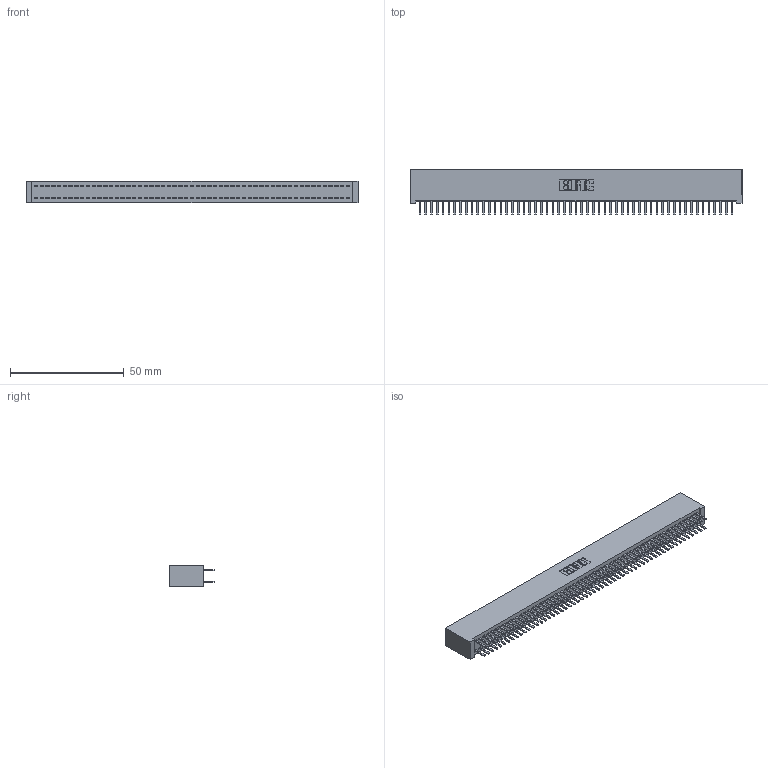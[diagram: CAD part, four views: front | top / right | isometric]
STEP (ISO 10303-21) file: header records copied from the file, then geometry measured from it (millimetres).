
FILE_DESCRIPTION (( 'STEP AP203' ), '1' );
FILE_NAME ('342-110-520-201.STEP', '2019-10-04T20:08:55', ( '' ), ( '' ), 'SwSTEP 2.0', 'SolidWorks 2016', '' );
FILE_SCHEMA (( 'CONFIG_CONTROL_DESIGN' ));
Length unit declared in the file: inch
Products named in the file (3): 342 Part_Lugless; 345-292-001_345-293-120; 342-110-520-201
Assembly tree (111 placements, depth 2):
  342-110-520-201
    342 Part_Lugless
    345-292-001_345-293-120  x110
Bounding box: 145.95 x 20.02 x 9.4 mm (x, y, z)
Volume: 13566.1 mm3; surface area: 22734.7 mm2
Topology: 111 solids, 111 shells, 6262 faces, 18205 edges, 11842 vertices
Faces by surface type: plane 4242, cylinder 2020
Entity records: 33407 total; most frequent: CARTESIAN_POINT 5530, ORIENTED_EDGE 5454, DIRECTION 4683, EDGE_CURVE 2727, LINE 2603, VECTOR 2603, VERTEX_POINT 1814, AXIS2_PLACEMENT_3D 1040
